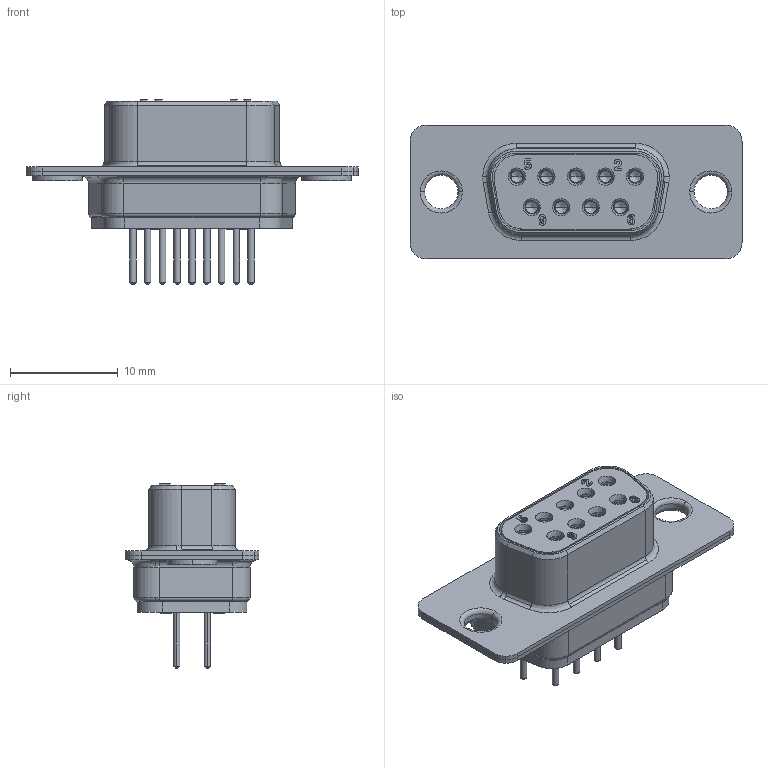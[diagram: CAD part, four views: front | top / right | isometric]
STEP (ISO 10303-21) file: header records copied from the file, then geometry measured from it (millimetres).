
FILE_DESCRIPTION((''),'2;1');
FILE_NAME('210611003.stp','2007-10-25T10:52:54',('martin.rickli'),(''),'Autodesk Inventor 9','Autodesk Inventor 9','');
FILE_SCHEMA(('AUTOMOTIVE_DESIGN { 1 0 10303 214 1 1 1 1 }'));
Length unit declared in the file: millimetre
Products named in the file (6): 052081; 00031a_09; R+B00105f; R+B00143b; R+B00136a; DE002591
Assembly tree (13 placements, depth 2):
  052081
    00031a_09
    R+B00105f  x9
    R+B00143b
    R+B00136a
    DE002591
Bounding box: 30.8 x 12.4 x 17.15 mm (x, y, z)
Volume: 1399.1 mm3; surface area: 4393.7 mm2
Topology: 13 solids, 13 shells, 1946 faces, 4855 edges, 2975 vertices
Faces by surface type: plane 1399, cylinder 278, bspline 113, cone 112, torus 44
Entity records: 21066 total; most frequent: CARTESIAN_POINT 6736, DIRECTION 3042, ORIENTED_EDGE 2954, EDGE_CURVE 1477, AXIS2_PLACEMENT_3D 1151, VERTEX_POINT 935, VECTOR 740, LINE 740
